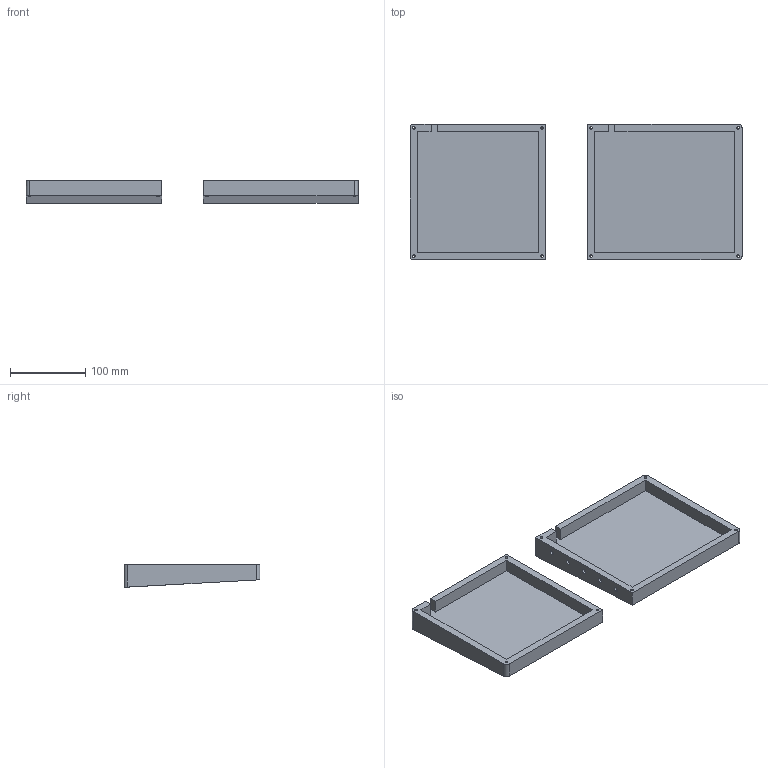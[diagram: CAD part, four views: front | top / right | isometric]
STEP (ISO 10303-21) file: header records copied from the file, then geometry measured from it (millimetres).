
FILE_DESCRIPTION(/* description */ (''),/* implementation_level */ '2;1');
FILE_NAME(/* name */ 'BeeBoard Bottom.step',/* time_stamp */ '2025-07-10T01:05:15+01:00',/* author */ (''),/* organization */ (''),/* preprocessor_version */ 'ST-DEVELOPER v20.1',/* originating_system */ 'Autodesk Translation Framework v14.10.0.0',/* authorisation */ '');
FILE_SCHEMA (('AUTOMOTIVE_DESIGN { 1 0 10303 214 3 1 1 }'));
Length unit declared in the file: millimetre
Products named in the file (1): 2025-07-09-21-37-24-135
Bounding box: 440 x 180 x 30 mm (x, y, z)
Volume: 776596.4 mm3; surface area: 201372.4 mm2
Topology: 2 solids, 2 shells, 92 faces, 186 edges, 124 vertices
Faces by surface type: plane 54, cylinder 38
Full cylindrical faces by diameter (mm): 3.4 x16, 5 x8, 6 x10
Entity records: 2504 total; most frequent: DIRECTION 448, CARTESIAN_POINT 403, ORIENTED_EDGE 372, EDGE_CURVE 186, AXIS2_PLACEMENT_3D 169, EDGE_LOOP 134, VERTEX_POINT 124, LINE 110
